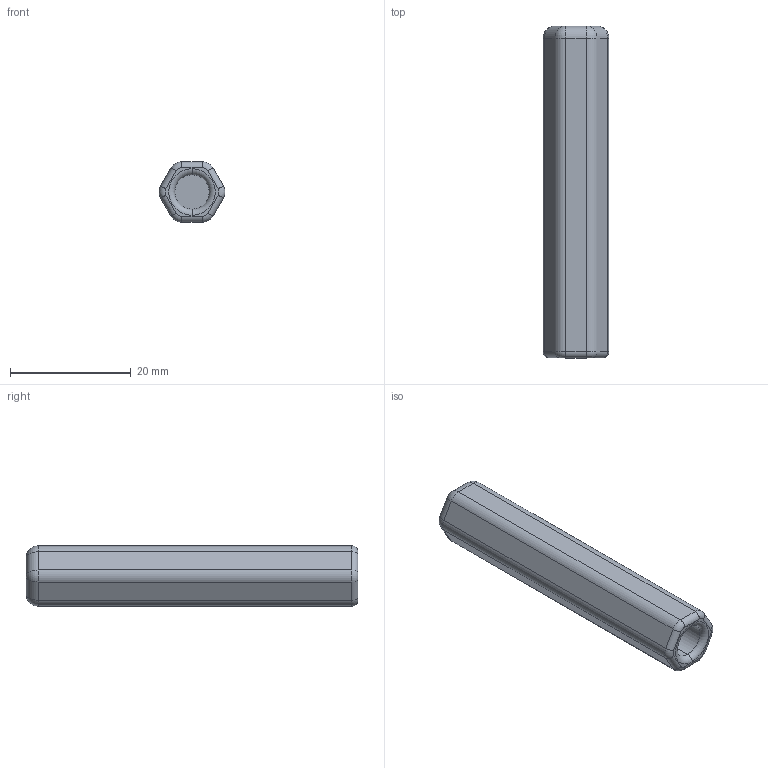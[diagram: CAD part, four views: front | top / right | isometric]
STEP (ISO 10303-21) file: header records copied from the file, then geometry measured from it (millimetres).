
FILE_DESCRIPTION (( 'STEP AP203' ), '1' );
FILE_NAME ('ear_bar_extend_1_4_20_thread.STEP', '2023-10-27T13:45:00', ( 'Neurobiology' ), ( '' ), 'SwSTEP 2.0', 'SolidWorks 2021', '' );
FILE_SCHEMA (( 'CONFIG_CONTROL_DESIGN' ));
Length unit declared in the file: millimetre
Products named in the file (1): ear_bar_extend_1_4_20_thread
Bounding box: 10.93 x 55 x 10 mm (x, y, z)
Volume: 4017 mm3; surface area: 2400.2 mm2
Topology: 1 solids, 1 shells, 43 faces, 94 edges, 48 vertices
Faces by surface type: cylinder 20, plane 9, torus 8, sphere 6
Entity records: 1193 total; most frequent: DIRECTION 226, CARTESIAN_POINT 180, ORIENTED_EDGE 176, AXIS2_PLACEMENT_3D 94, EDGE_CURVE 88, CIRCLE 50, VERTEX_POINT 48, EDGE_LOOP 44
